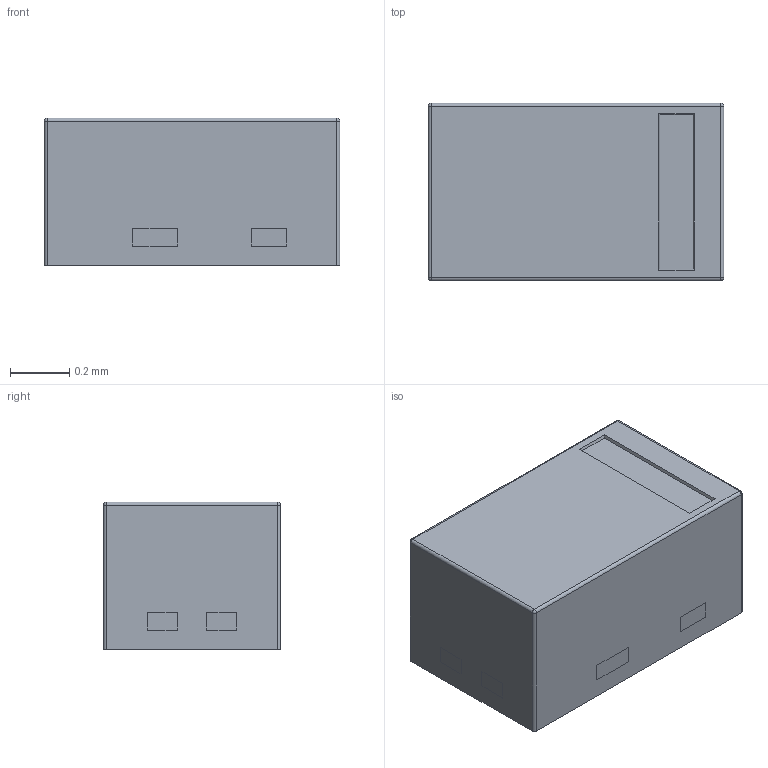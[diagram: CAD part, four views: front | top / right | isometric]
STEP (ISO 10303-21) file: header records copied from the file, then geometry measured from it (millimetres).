
FILE_DESCRIPTION (( 'STEP AP214' ), '1' );
FILE_NAME ('6452266E-A82B-4CAD-82A5-AB650A0B88A3.STEP', '2024-08-15T02:39:58', ( '' ), ( '' ), 'SwSTEP 2.0', 'SolidWorks 2022', '' );
FILE_SCHEMA (( 'AUTOMOTIVE_DESIGN' ));
Length unit declared in the file: millimetre
Products named in the file (1): 6452266E-A82B-4CAD-82A5-AB650A0B88A3
Bounding box: 1 x 0.6 x 0.5 mm (x, y, z)
Volume: 0.3 mm3; surface area: 4.9 mm2
Topology: 4 solids, 4 shells, 142 faces, 392 edges, 250 vertices
Faces by surface type: plane 76, cylinder 62, sphere 4
Entity records: 4759 total; most frequent: DIRECTION 800, CARTESIAN_POINT 781, ORIENTED_EDGE 776, EDGE_CURVE 388, AXIS2_PLACEMENT_3D 269, LINE 262, VECTOR 262, VERTEX_POINT 250
